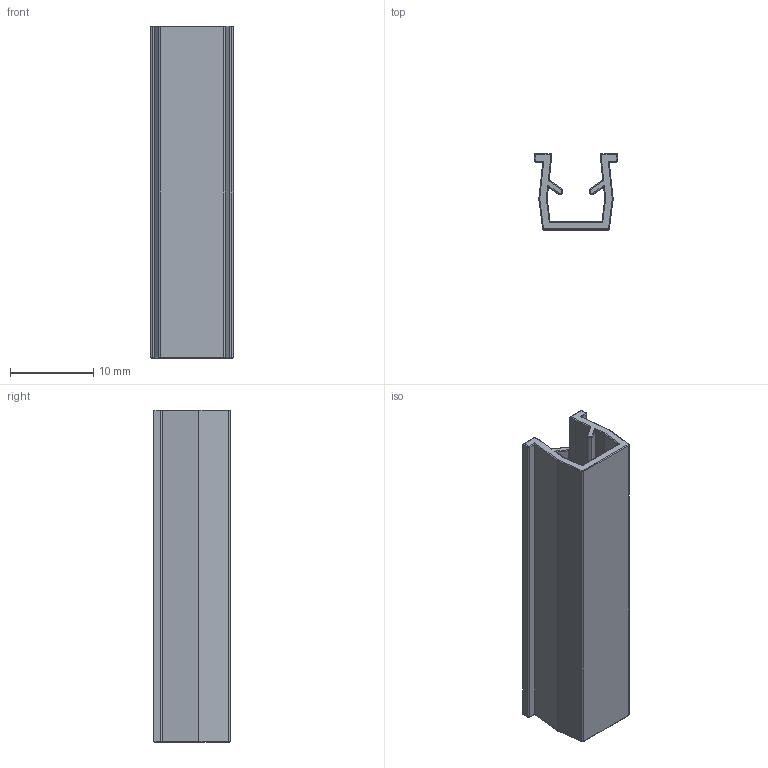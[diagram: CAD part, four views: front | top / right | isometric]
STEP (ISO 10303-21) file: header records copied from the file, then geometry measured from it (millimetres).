
FILE_DESCRIPTION (( 'STEP AP203' ), '1' );
FILE_NAME ('AL-390.9100A.01 Óïëîòíèòåëü ïàçîâûé ïàç 8.STEP', '2025-03-06T05:46:32', ( '' ), ( '' ), 'SwSTEP 2.0', 'SolidWorks 2021', '' );
FILE_SCHEMA (( 'CONFIG_CONTROL_DESIGN' ));
Length unit declared in the file: millimetre
Products named in the file (1): AL-390.9100A.01 Óïëîòíèòåëü ïàçîâûé ïàç 8
Bounding box: 10 x 9.18 x 40 mm (x, y, z)
Volume: 1165.1 mm3; surface area: 2535.4 mm2
Topology: 1 solids, 1 shells, 120 faces, 278 edges, 160 vertices
Faces by surface type: cylinder 62, torus 32, plane 26
Entity records: 3423 total; most frequent: CARTESIAN_POINT 655, DIRECTION 600, ORIENTED_EDGE 556, EDGE_CURVE 278, AXIS2_PLACEMENT_3D 233, VERTEX_POINT 160, VECTOR 134, LINE 134
